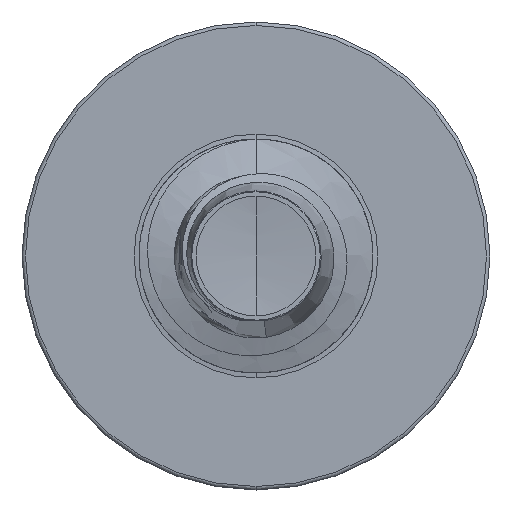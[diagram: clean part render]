
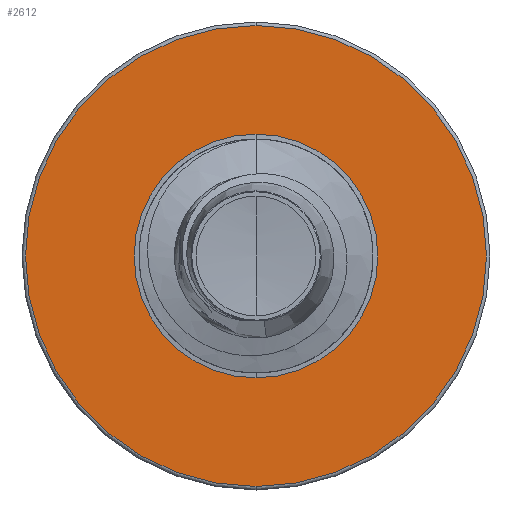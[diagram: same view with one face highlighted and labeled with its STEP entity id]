
A CAD part, front view. The second image highlights one B-rep face of the part: STEP entity #2612.
In plain terms, the highlighted planar face has unit normal (0, -1, 0).
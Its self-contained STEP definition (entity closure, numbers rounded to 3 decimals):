
#172 = VERTEX_POINT ( 'NONE', #13633 ) ;
#1637 = CARTESIAN_POINT ( 'NONE',  ( 0., 12.5, -2.955 ) ) ;
#2321 = VERTEX_POINT ( 'NONE', #7881 ) ;
#2612 = ADVANCED_FACE ( 'NONE', ( #9385, #8845 ), #5936, .F. ) ;
#3930 = DIRECTION ( 'NONE',  ( 0., 0., 1. ) ) ;
#3987 = DIRECTION ( 'NONE',  ( 0., 1., 0. ) ) ;
#3988 = EDGE_LOOP ( 'NONE', ( #16560, #5247 ) ) ;
#3994 = CARTESIAN_POINT ( 'NONE',  ( 0., 12.5, 0. ) ) ;
#4075 = AXIS2_PLACEMENT_3D ( 'NONE', #8387, #8369, #8362 ) ;
#4619 = ORIENTED_EDGE ( 'NONE', *, *, #12990, .F. ) ;
#5121 = AXIS2_PLACEMENT_3D ( 'NONE', #3994, #3987, #3930 ) ;
#5247 = ORIENTED_EDGE ( 'NONE', *, *, #14219, .T. ) ;
#5785 = DIRECTION ( 'NONE',  ( 0., 0., 1. ) ) ;
#5816 = DIRECTION ( 'NONE',  ( 0., 1., 0. ) ) ;
#5936 = PLANE ( 'NONE',  #11808 ) ;
#5993 = CARTESIAN_POINT ( 'NONE',  ( 0., 12.5, -1.562 ) ) ;
#6560 = AXIS2_PLACEMENT_3D ( 'NONE', #8556, #8533, #8490 ) ;
#6978 = EDGE_CURVE ( 'NONE', #172, #2321, #13944, .T. ) ;
#7129 = EDGE_LOOP ( 'NONE', ( #4619, #13644 ) ) ;
#7881 = CARTESIAN_POINT ( 'NONE',  ( 0., 12.5, -1.562 ) ) ;
#7918 = VERTEX_POINT ( 'NONE', #1637 ) ;
#8362 = DIRECTION ( 'NONE',  ( 0., 0., 1. ) ) ;
#8369 = DIRECTION ( 'NONE',  ( 0., 1., 0. ) ) ;
#8387 = CARTESIAN_POINT ( 'NONE',  ( 0., 12.5, 0. ) ) ;
#8490 = DIRECTION ( 'NONE',  ( 0., 0., 1. ) ) ;
#8533 = DIRECTION ( 'NONE',  ( 0., 1., 0. ) ) ;
#8556 = CARTESIAN_POINT ( 'NONE',  ( 0., 12.5, 0. ) ) ;
#8845 = FACE_BOUND ( 'NONE', #3988, .T. ) ;
#9031 = CIRCLE ( 'NONE', #5121, 1.562 ) ;
#9385 = FACE_OUTER_BOUND ( 'NONE', #7129, .T. ) ;
#10340 = AXIS2_PLACEMENT_3D ( 'NONE', #11505, #11475, #11452 ) ;
#11452 = DIRECTION ( 'NONE',  ( 0., 0., 1. ) ) ;
#11475 = DIRECTION ( 'NONE',  ( 0., 1., 0. ) ) ;
#11505 = CARTESIAN_POINT ( 'NONE',  ( 0., 12.5, 0. ) ) ;
#11808 = AXIS2_PLACEMENT_3D ( 'NONE', #5993, #5816, #5785 ) ;
#12388 = CIRCLE ( 'NONE', #6560, 2.955 ) ;
#12990 = EDGE_CURVE ( 'NONE', #16265, #7918, #12388, .T. ) ;
#13633 = CARTESIAN_POINT ( 'NONE',  ( 0., 12.5, 1.562 ) ) ;
#13644 = ORIENTED_EDGE ( 'NONE', *, *, #14951, .F. ) ;
#13944 = CIRCLE ( 'NONE', #10340, 1.562 ) ;
#14219 = EDGE_CURVE ( 'NONE', #2321, #172, #9031, .T. ) ;
#14605 = CARTESIAN_POINT ( 'NONE',  ( 0., 12.5, 2.955 ) ) ;
#14951 = EDGE_CURVE ( 'NONE', #7918, #16265, #18388, .T. ) ;
#16265 = VERTEX_POINT ( 'NONE', #14605 ) ;
#16560 = ORIENTED_EDGE ( 'NONE', *, *, #6978, .T. ) ;
#18388 = CIRCLE ( 'NONE', #4075, 2.955 ) ;
